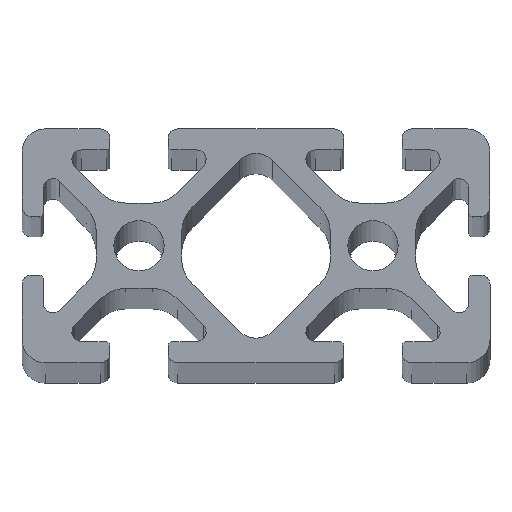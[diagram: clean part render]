
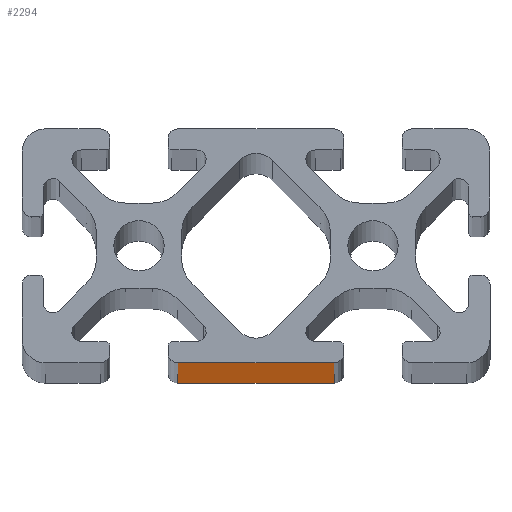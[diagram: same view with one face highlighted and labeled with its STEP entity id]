
A CAD part, top view. The second image highlights one B-rep face of the part: STEP entity #2294.
In plain terms, the highlighted planar face has unit normal (0, -1, 0).
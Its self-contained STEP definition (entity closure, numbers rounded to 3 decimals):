
#232=FACE_OUTER_BOUND($,#352,.T.);
#352=EDGE_LOOP($,(#1610,#1611,#1612,#1613));
#502=LINE($,#3512,#734);
#503=LINE($,#3515,#735);
#504=LINE($,#3517,#736);
#505=LINE($,#3518,#737);
#734=VECTOR($,#2799,1000.);
#735=VECTOR($,#2802,13.4);
#736=VECTOR($,#2803,13.4);
#737=VECTOR($,#2804,1000.);
#970=VERTEX_POINT($,#3508);
#971=VERTEX_POINT($,#3510);
#972=VERTEX_POINT($,#3514);
#973=VERTEX_POINT($,#3516);
#1232=EDGE_CURVE($,#970,#971,#502,.T.);
#1233=EDGE_CURVE($,#972,#970,#503,.T.);
#1234=EDGE_CURVE($,#973,#971,#504,.T.);
#1235=EDGE_CURVE($,#972,#973,#505,.T.);
#1610=ORIENTED_EDGE($,*,*,#1233,.T.);
#1611=ORIENTED_EDGE($,*,*,#1232,.T.);
#1612=ORIENTED_EDGE($,*,*,#1234,.F.);
#1613=ORIENTED_EDGE($,*,*,#1235,.F.);
#2219=PLANE($,#2447);
#2294=ADVANCED_FACE($,(#232),#2219,.T.);
#2447=AXIS2_PLACEMENT_3D($,#3513,#2800,#2801);
#2799=DIRECTION($,(0.,0.,1.));
#2800=DIRECTION('center_axis',(0.,-1.,0.));
#2801=DIRECTION('ref_axis',(1.,0.,0.));
#2802=DIRECTION($,(1.,0.,0.));
#2803=DIRECTION($,(1.,0.,0.));
#2804=DIRECTION($,(0.,0.,1.));
#3508=CARTESIAN_POINT('',(13.4,-20.,0.));
#3510=CARTESIAN_POINT('',(13.4,-20.,1000.));
#3512=CARTESIAN_POINT($,(13.4,-20.,0.));
#3513=CARTESIAN_POINT('Origin',(0.,-20.,
0.));
#3514=CARTESIAN_POINT('',(0.,-20.,0.));
#3515=CARTESIAN_POINT($,(0.,-20.,0.));
#3516=CARTESIAN_POINT('',(0.,-20.,1000.));
#3517=CARTESIAN_POINT($,(0.,-20.,1000.));
#3518=CARTESIAN_POINT($,(0.,-20.,0.));
